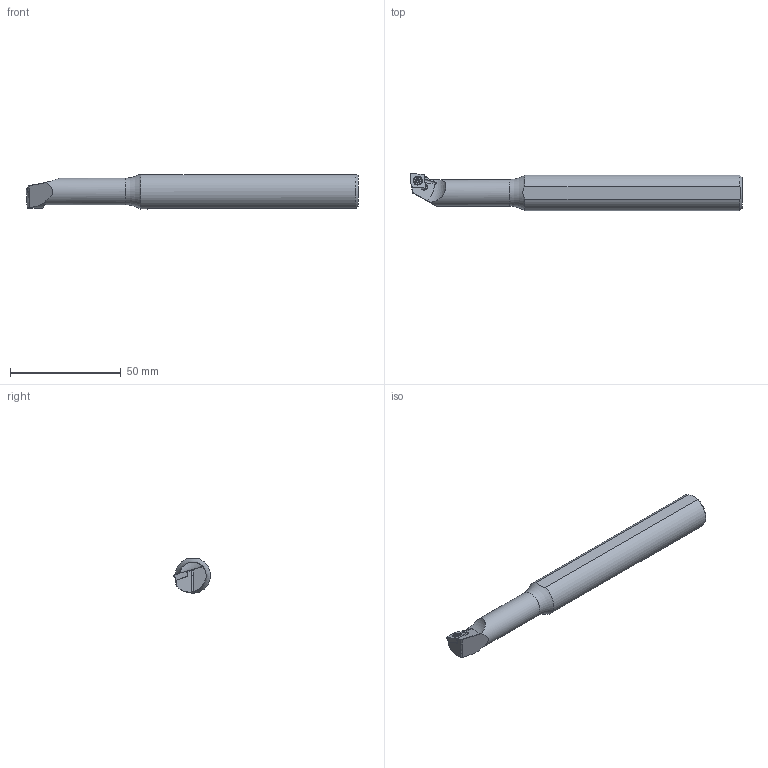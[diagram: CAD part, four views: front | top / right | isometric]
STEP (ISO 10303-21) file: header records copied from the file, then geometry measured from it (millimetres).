
FILE_DESCRIPTION((''),'2;1');
FILE_NAME('AH1216M SCLCL 06.STP','2017-04-13T11:26:58',(''),(''),'STEP Write','Mastercam X ... CNC Software, Inc.','');
FILE_SCHEMA(('CONFIG_CONTROL_DESIGN'));
Length unit declared in the file: millimetre
Bounding box: 149.98 x 16.79 x 15.5 mm (x, y, z)
Surface area: 8992.9 mm2 (no closed solid volume)
Topology: 0 solids, 107 shells, 107 faces, 567 edges, 605 vertices
Faces by surface type: plane 40, cylinder 37, torus 11, bspline 11, cone 8
Full cylindrical faces by diameter (mm): 1.5 x1, 2.45 x1, 2.8 x1, 3.5 x1, 3.8 x1, 4 x1, 12 x1
Entity records: 7253 total; most frequent: CARTESIAN_POINT 2987, VERTEX_POINT 952, DIRECTION 747, EDGE_CURVE 476, ORIENTED_EDGE 476, VECTOR 265, LINE 265, AXIS2_PLACEMENT_3D 241
